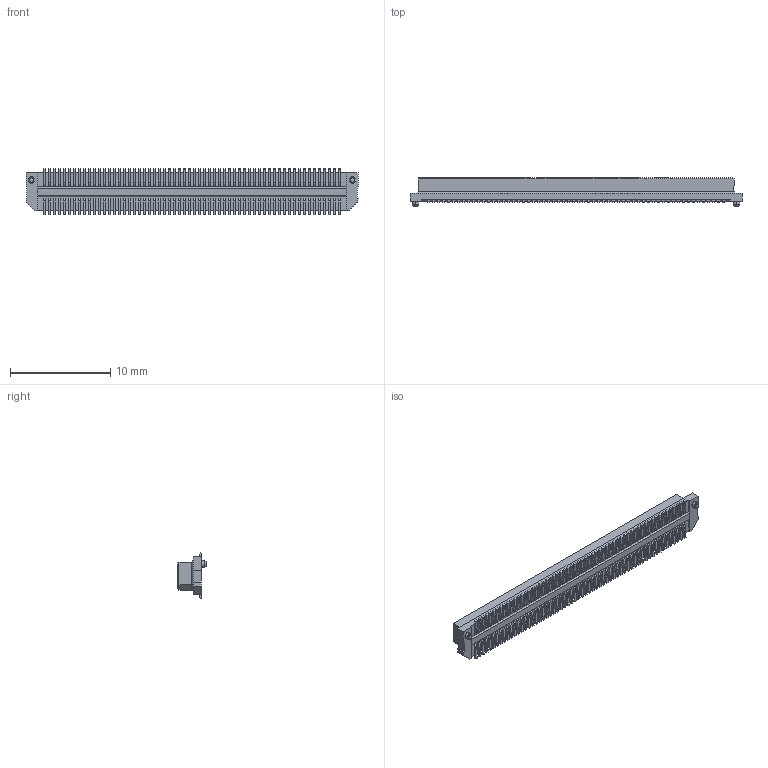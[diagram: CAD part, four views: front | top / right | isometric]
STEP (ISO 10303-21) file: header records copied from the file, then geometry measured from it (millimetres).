
FILE_DESCRIPTION (( 'STEP AP214' ), '1' );
FILE_NAME ('AXK6A2337YG.STEP', '2023-08-01T18:00:53', ( 'USER' ), ( '' ), 'SwSTEP 2.0', 'SolidWorks 2016', '' );
FILE_SCHEMA (( 'AUTOMOTIVE_DESIGN' ));
Length unit declared in the file: millimetre
Products named in the file (3): pin^AXK6A2337YG ass; AXK6A2337YG_AXK6A2347YG; AXK6A2337YG
Assembly tree (121 placements, depth 2):
  AXK6A2337YG
    AXK6A2337YG_AXK6A2347YG
    pin^AXK6A2337YG ass  x120
Bounding box: 33.2 x 2.8 x 4.6 mm (x, y, z)
Volume: 127.6 mm3; surface area: 738.8 mm2
Topology: 241 solids, 241 shells, 2480 faces, 5954 edges, 3960 vertices
Faces by surface type: plane 2352, cylinder 124, cone 4
Entity records: 31187 total; most frequent: CARTESIAN_POINT 4188, ORIENTED_EDGE 4054, DIRECTION 3679, EDGE_CURVE 2027, VECTOR 2013, LINE 2013, VERTEX_POINT 1342, AXIS2_PLACEMENT_3D 833
